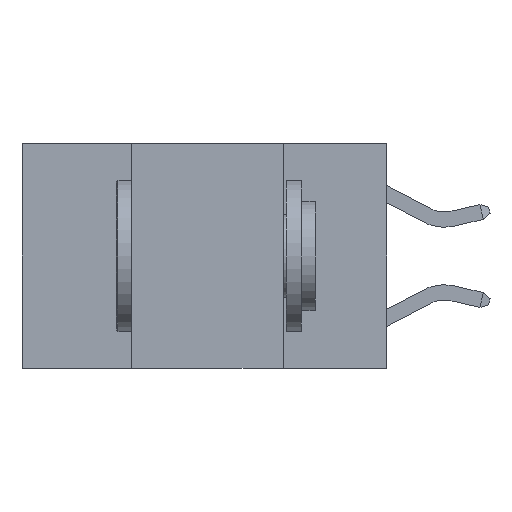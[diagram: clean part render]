
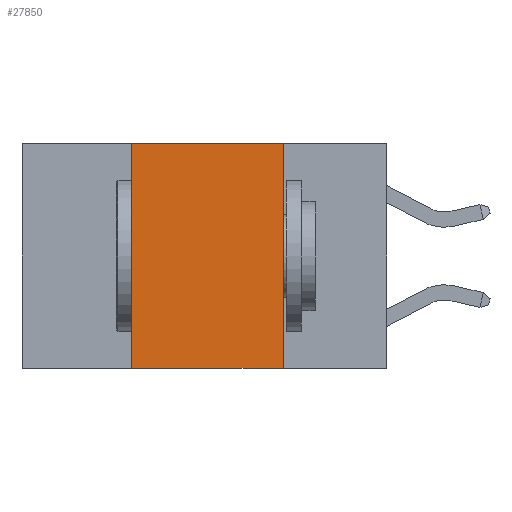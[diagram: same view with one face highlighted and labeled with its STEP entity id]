
A CAD part, left-side view. The second image highlights one B-rep face of the part: STEP entity #27850.
In plain terms, the highlighted planar face has unit normal (-1, 0, 0).
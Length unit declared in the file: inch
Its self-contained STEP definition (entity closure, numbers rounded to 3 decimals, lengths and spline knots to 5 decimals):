
#134 = VERTEX_POINT ( 'NONE', #12713 ) ;
#818 = VERTEX_POINT ( 'NONE', #16449 ) ;
#889 = CARTESIAN_POINT ( 'NONE',  ( 0., 0.6, -0.37 ) ) ;
#974 = DIRECTION ( 'NONE',  ( 0., 0., -1. ) ) ;
#1807 = VECTOR ( 'NONE', #10904, 39.37008 ) ;
#1961 = DIRECTION ( 'NONE',  ( 0., 0., -1. ) ) ;
#2113 = CARTESIAN_POINT ( 'NONE',  ( 0., 0.6, 0. ) ) ;
#4723 = PLANE ( 'NONE',  #24266 ) ;
#5085 = EDGE_CURVE ( 'NONE', #27415, #17633, #19219, .T. ) ;
#7839 = EDGE_CURVE ( 'NONE', #134, #17633, #24540, .T. ) ;
#9574 = LINE ( 'NONE', #28375, #21689 ) ;
#10904 = DIRECTION ( 'NONE',  ( 0., -1., 0. ) ) ;
#11002 = ORIENTED_EDGE ( 'NONE', *, *, #7839, .F. ) ;
#11470 = DIRECTION ( 'NONE',  ( 0., 0., 1. ) ) ;
#12514 = EDGE_CURVE ( 'NONE', #27415, #818, #9574, .T. ) ;
#12713 = CARTESIAN_POINT ( 'NONE',  ( 0., 0.17, 0. ) ) ;
#13975 = DIRECTION ( 'NONE',  ( 1., 0., 0. ) ) ;
#14521 = EDGE_LOOP ( 'NONE', ( #11002, #24155, #19137, #23941 ) ) ;
#14773 = VECTOR ( 'NONE', #23148, 39.37008 ) ;
#16449 = CARTESIAN_POINT ( 'NONE',  ( 0., 0.42, 0. ) ) ;
#17192 = VECTOR ( 'NONE', #974, 39.37008 ) ;
#17633 = VERTEX_POINT ( 'NONE', #22401 ) ;
#19137 = ORIENTED_EDGE ( 'NONE', *, *, #12514, .F. ) ;
#19219 = LINE ( 'NONE', #889, #1807 ) ;
#20215 = EDGE_CURVE ( 'NONE', #818, #134, #29936, .T. ) ;
#21177 = FACE_OUTER_BOUND ( 'NONE', #14521, .T. ) ;
#21689 = VECTOR ( 'NONE', #11470, 39.37008 ) ;
#22142 = CARTESIAN_POINT ( 'NONE',  ( 0., 0.42, -0.37 ) ) ;
#22212 = CARTESIAN_POINT ( 'NONE',  ( 0., 0.17, 0. ) ) ;
#22401 = CARTESIAN_POINT ( 'NONE',  ( 0., 0.17, -0.37 ) ) ;
#23148 = DIRECTION ( 'NONE',  ( 0., -1., 0. ) ) ;
#23941 = ORIENTED_EDGE ( 'NONE', *, *, #5085, .T. ) ;
#24155 = ORIENTED_EDGE ( 'NONE', *, *, #20215, .F. ) ;
#24266 = AXIS2_PLACEMENT_3D ( 'NONE', #2113, #13975, #1961 ) ;
#24540 = LINE ( 'NONE', #22212, #17192 ) ;
#25604 = CARTESIAN_POINT ( 'NONE',  ( 0., 0.6, 0. ) ) ;
#27415 = VERTEX_POINT ( 'NONE', #22142 ) ;
#27850 = ADVANCED_FACE ( 'NONE', ( #21177 ), #4723, .F. ) ;
#28375 = CARTESIAN_POINT ( 'NONE',  ( 0., 0.42, 0. ) ) ;
#29936 = LINE ( 'NONE', #25604, #14773 ) ;
